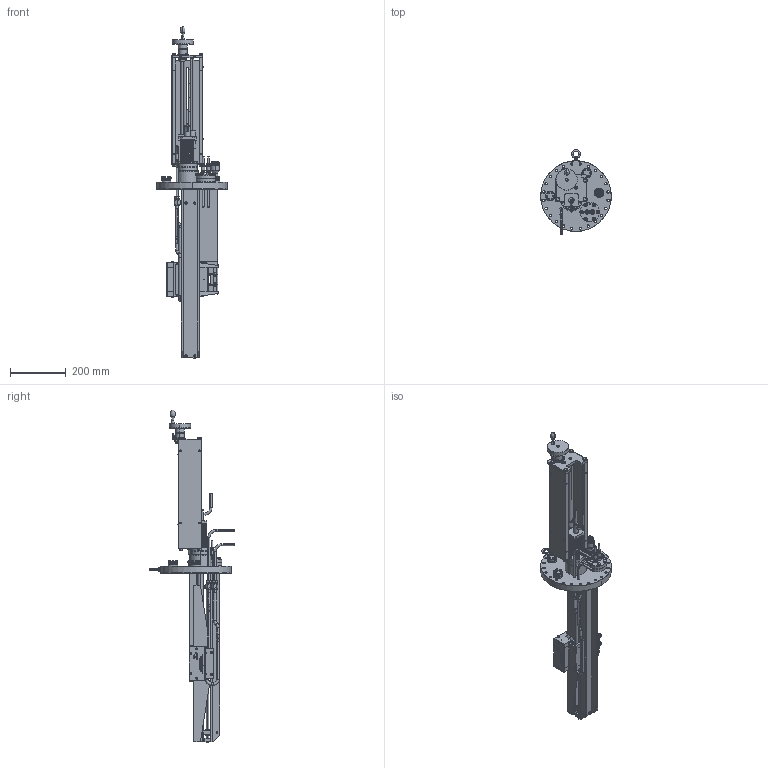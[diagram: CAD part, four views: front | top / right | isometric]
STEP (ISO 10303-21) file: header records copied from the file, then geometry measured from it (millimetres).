
FILE_DESCRIPTION (( 'STEP AP214' ), '1' );
FILE_NAME ('HCL_6_POCKET_7cc_MANUAL_ACTUATED_10.0_O.D._SOURCE_FLANGE.STEP', '2019-12-13T20:56:23', ( 'admin' ), ( 'Microsoft' ), 'SwSTEP 2.0', 'SolidWorks 2016', '' );
FILE_SCHEMA (( 'AUTOMOTIVE_DESIGN' ));
Length unit declared in the file: inch
Products named in the file (1): HCL_6_POCKET_7cc_MANUAL_ACTUATED_10.0_O.D._SOURCE_FLANGE
Bounding box: 253.24 x 303.61 x 1188.07 mm (x, y, z)
Surface area: 1273527.1 mm2 (no closed solid volume)
Topology: 0 solids, 433 shells, 2164 faces, 8671 edges, 6731 vertices
Faces by surface type: plane 876, cylinder 712, cone 428, torus 63, sphere 54, bspline 31
Entity records: 132221 total; most frequent: CARTESIAN_POINT 32557, DIRECTION 15378, ORIENTED_EDGE 11995, EDGE_CURVE 8604, VERTEX_POINT 6714, AXIS2_PLACEMENT_3D 5561, VECTOR 4256, LINE 4256
